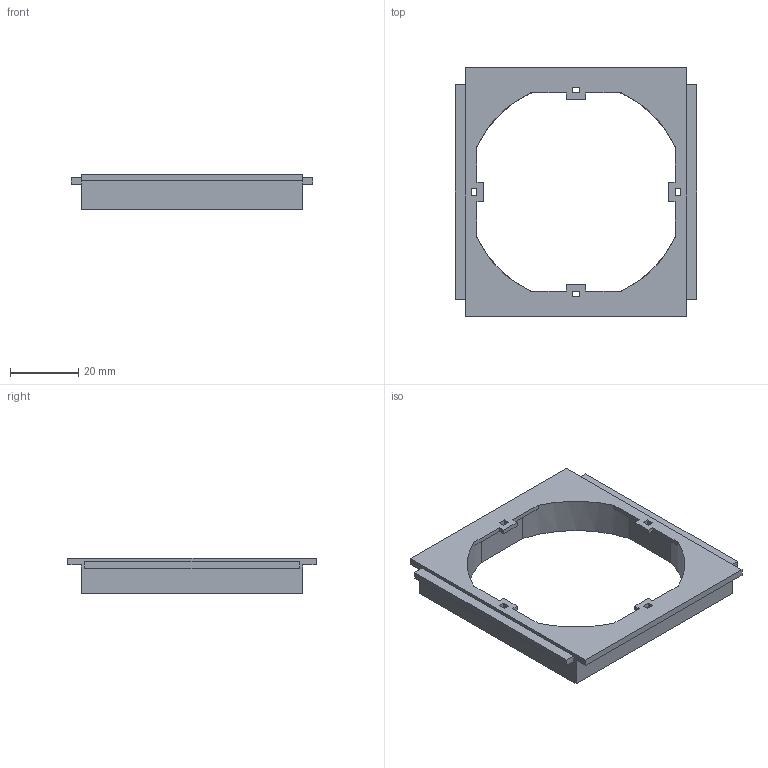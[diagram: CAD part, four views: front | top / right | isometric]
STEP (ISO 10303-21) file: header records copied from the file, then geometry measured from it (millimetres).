
FILE_DESCRIPTION (( 'STEP AP214' ), '1' );
FILE_NAME ('CKK-40D-SE75-K01 Ñóïïîðò äëÿ ýëåêòðîóñòàíîâî÷íûõ èçäåëèé äëÿ êàáåëü-êàíàëîâ 100õ40 100õ60 IEK.STEP', '2016-07-14T09:00:49', ( '' ), ( '' ), 'SwSTEP 2.0', 'SolidWorks 2014', '' );
FILE_SCHEMA (( 'AUTOMOTIVE_DESIGN' ));
Length unit declared in the file: millimetre
Products named in the file (1): CKK-40D-SE75-K01 Ñóïïîðò äëÿ ýëåêòðîóñòàíîâî÷íûõ èçäåëèé äëÿ êàáåëü-êàíàëîâ 100õ40 100õ60 IEK
Bounding box: 71 x 73 x 10.5 mm (x, y, z)
Volume: 13198.1 mm3; surface area: 9224.1 mm2
Topology: 1 solids, 1 shells, 64 faces, 192 edges, 128 vertices
Faces by surface type: plane 60, cylinder 4
Entity records: 2186 total; most frequent: CARTESIAN_POINT 385, ORIENTED_EDGE 384, DIRECTION 338, EDGE_CURVE 192, VECTOR 176, LINE 176, VERTEX_POINT 128, AXIS2_PLACEMENT_3D 81
